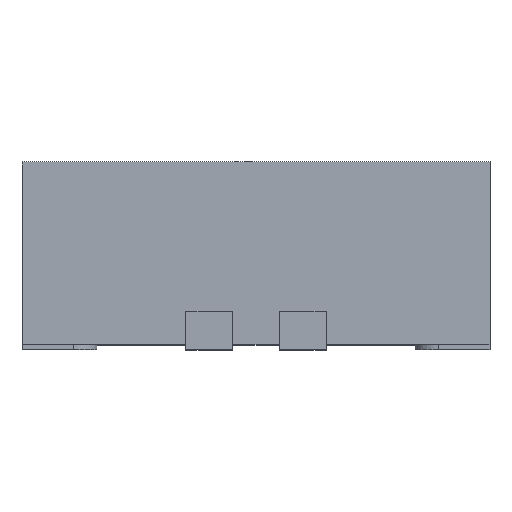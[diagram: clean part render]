
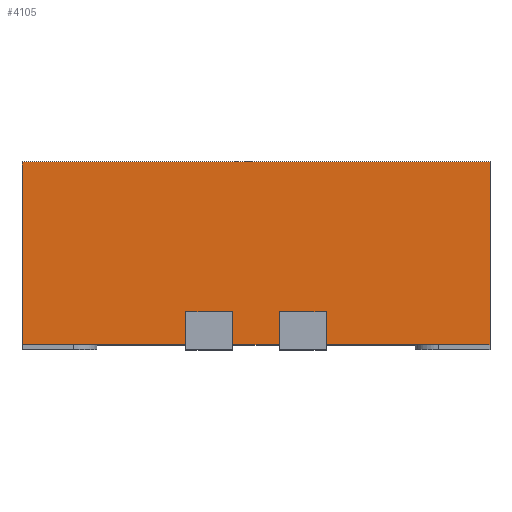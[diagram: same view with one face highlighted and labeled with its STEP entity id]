
A CAD part, top view. The second image highlights one B-rep face of the part: STEP entity #4105.
In plain terms, the highlighted planar face has unit normal (0, 0, 1).
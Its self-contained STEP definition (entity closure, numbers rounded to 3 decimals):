
#2685=DIRECTION('',(1.,0.,0.));
#2686=VECTOR('',#2685,0.875);
#2687=CARTESIAN_POINT('',(-1.25,0.,1.25));
#2688=LINE('',#2687,#2686);
#2714=DIRECTION('',(1.,0.,0.));
#2715=VECTOR('',#2714,0.25);
#2716=CARTESIAN_POINT('',(-0.125,0.,1.25));
#2717=LINE('',#2716,#2715);
#2743=DIRECTION('',(1.,0.,0.));
#2744=VECTOR('',#2743,0.875);
#2745=CARTESIAN_POINT('',(0.375,0.,1.25));
#2746=LINE('',#2745,#2744);
#2980=DIRECTION('',(0.,1.,0.));
#2981=VECTOR('',#2980,0.975);
#2982=CARTESIAN_POINT('',(1.25,0.,1.25));
#2983=LINE('',#2982,#2981);
#3071=DIRECTION('',(0.,1.,0.));
#3072=VECTOR('',#3071,0.975);
#3073=CARTESIAN_POINT('',(-1.25,0.,1.25));
#3074=LINE('',#3073,#3072);
#3078=DIRECTION('',(0.,1.,0.));
#3079=VECTOR('',#3078,0.175);
#3080=CARTESIAN_POINT('',(0.375,0.,1.25));
#3081=LINE('',#3080,#3079);
#3085=DIRECTION('',(1.,0.,0.));
#3086=VECTOR('',#3085,0.25);
#3087=CARTESIAN_POINT('',(0.125,0.175,1.25));
#3088=LINE('',#3087,#3086);
#3092=DIRECTION('',(0.,1.,0.));
#3093=VECTOR('',#3092,0.175);
#3094=CARTESIAN_POINT('',(0.125,0.,1.25));
#3095=LINE('',#3094,#3093);
#3099=DIRECTION('',(0.,1.,0.));
#3100=VECTOR('',#3099,0.175);
#3101=CARTESIAN_POINT('',(-0.125,0.,1.25));
#3102=LINE('',#3101,#3100);
#3106=DIRECTION('',(1.,0.,0.));
#3107=VECTOR('',#3106,0.25);
#3108=CARTESIAN_POINT('',(-0.375,0.175,1.25));
#3109=LINE('',#3108,#3107);
#3113=DIRECTION('',(0.,1.,0.));
#3114=VECTOR('',#3113,0.175);
#3115=CARTESIAN_POINT('',(-0.375,0.,1.25));
#3116=LINE('',#3115,#3114);
#3267=DIRECTION('',(1.,0.,0.));
#3268=VECTOR('',#3267,2.5);
#3269=CARTESIAN_POINT('',(-1.25,0.975,1.25));
#3270=LINE('',#3269,#3268);
#3635=CARTESIAN_POINT('',(-1.25,0.975,1.25));
#3637=VERTEX_POINT('',#3635);
#3638=CARTESIAN_POINT('',(1.25,0.975,1.25));
#3639=VERTEX_POINT('',#3638);
#3644=CARTESIAN_POINT('',(-1.25,0.,1.25));
#3645=VERTEX_POINT('',#3644);
#3646=CARTESIAN_POINT('',(1.25,0.,1.25));
#3647=VERTEX_POINT('',#3646);
#3712=CARTESIAN_POINT('',(-0.375,0.,1.25));
#3713=VERTEX_POINT('',#3712);
#3714=CARTESIAN_POINT('',(-0.125,0.,1.25));
#3715=CARTESIAN_POINT('',(0.125,0.,1.25));
#3716=VERTEX_POINT('',#3714);
#3717=VERTEX_POINT('',#3715);
#3718=CARTESIAN_POINT('',(0.375,0.,1.25));
#3719=VERTEX_POINT('',#3718);
#3796=CARTESIAN_POINT('',(0.125,0.175,1.25));
#3797=CARTESIAN_POINT('',(0.375,0.175,1.25));
#3798=VERTEX_POINT('',#3796);
#3799=VERTEX_POINT('',#3797);
#3800=CARTESIAN_POINT('',(-0.375,0.175,1.25));
#3801=CARTESIAN_POINT('',(-0.125,0.175,1.25));
#3802=VERTEX_POINT('',#3800);
#3803=VERTEX_POINT('',#3801);
#4078=CARTESIAN_POINT('',(-1.25,0.,1.25));
#4079=DIRECTION('',(0.,0.,1.));
#4080=DIRECTION('',(1.,0.,0.));
#4081=AXIS2_PLACEMENT_3D('',#4078,#4079,#4080);
#4082=PLANE('',#4081);
#4083=ORIENTED_EDGE('',*,*,#3893,.F.);
#4085=ORIENTED_EDGE('',*,*,#4084,.T.);
#4087=ORIENTED_EDGE('',*,*,#4086,.T.);
#4088=ORIENTED_EDGE('',*,*,#4042,.F.);
#4089=ORIENTED_EDGE('',*,*,#3909,.F.);
#4091=ORIENTED_EDGE('',*,*,#4090,.T.);
#4093=ORIENTED_EDGE('',*,*,#4092,.F.);
#4095=ORIENTED_EDGE('',*,*,#4094,.F.);
#4096=ORIENTED_EDGE('',*,*,#3901,.F.);
#4098=ORIENTED_EDGE('',*,*,#4097,.T.);
#4100=ORIENTED_EDGE('',*,*,#4099,.F.);
#4102=ORIENTED_EDGE('',*,*,#4101,.F.);
#4103=EDGE_LOOP('',(#4083,#4085,#4087,#4088,#4089,#4091,#4093,#4095,#4096,#4098,
#4100,#4102));
#4104=FACE_OUTER_BOUND('',#4103,.F.);
#4105=ADVANCED_FACE('',(#4104),#4082,.T.);
#3893=EDGE_CURVE('',#3645,#3713,#2688,.T.);
#3901=EDGE_CURVE('',#3716,#3717,#2717,.T.);
#3909=EDGE_CURVE('',#3719,#3647,#2746,.T.);
#4042=EDGE_CURVE('',#3647,#3639,#2983,.T.);
#4084=EDGE_CURVE('',#3645,#3637,#3074,.T.);
#4086=EDGE_CURVE('',#3637,#3639,#3270,.T.);
#4090=EDGE_CURVE('',#3719,#3799,#3081,.T.);
#4092=EDGE_CURVE('',#3798,#3799,#3088,.T.);
#4094=EDGE_CURVE('',#3717,#3798,#3095,.T.);
#4097=EDGE_CURVE('',#3716,#3803,#3102,.T.);
#4099=EDGE_CURVE('',#3802,#3803,#3109,.T.);
#4101=EDGE_CURVE('',#3713,#3802,#3116,.T.);
